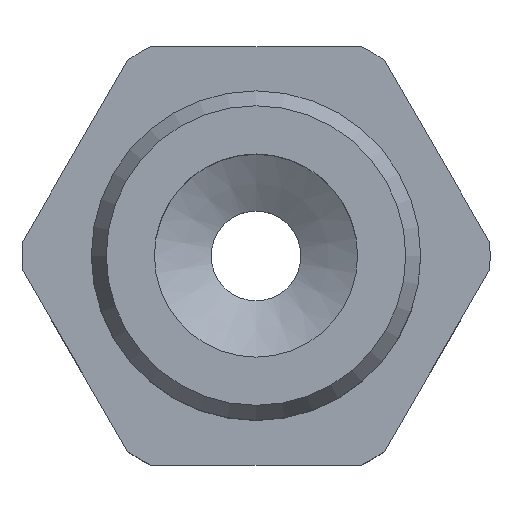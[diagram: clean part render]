
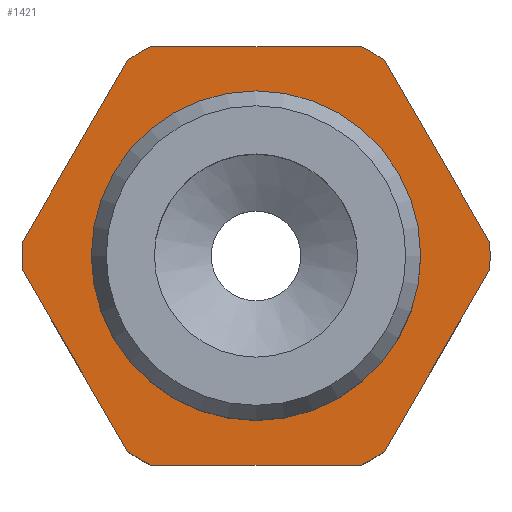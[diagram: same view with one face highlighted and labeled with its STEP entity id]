
A CAD part, top view. The second image highlights one B-rep face of the part: STEP entity #1421.
In plain terms, the highlighted planar face has unit normal (0, 0, 1).
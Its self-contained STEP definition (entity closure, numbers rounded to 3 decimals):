
#20=FACE_BOUND('',#280,.T.);
#33=CIRCLE('',#1493,11.75);
#34=CIRCLE('',#1494,11.75);
#35=CIRCLE('',#1495,11.75);
#36=CIRCLE('',#1496,11.75);
#37=CIRCLE('',#1497,11.75);
#38=CIRCLE('',#1498,11.75);
#39=CIRCLE('',#1499,8.269);
#202=FACE_OUTER_BOUND('',#279,.T.);
#279=EDGE_LOOP('',(#1187,#1188,#1189,#1190,#1191,#1192,#1193,#1194,#1195,
#1196,#1197,#1198));
#280=EDGE_LOOP('',(#1199));
#400=LINE('',#2592,#529);
#404=LINE('',#2601,#533);
#408=LINE('',#2610,#537);
#412=LINE('',#2619,#541);
#416=LINE('',#2628,#545);
#420=LINE('',#2637,#549);
#529=VECTOR('',#1703,10.);
#533=VECTOR('',#1709,10.);
#537=VECTOR('',#1715,10.);
#541=VECTOR('',#1721,10.);
#545=VECTOR('',#1727,10.);
#549=VECTOR('',#1733,10.);
#663=VERTEX_POINT('',#2590);
#664=VERTEX_POINT('',#2591);
#667=VERTEX_POINT('',#2599);
#668=VERTEX_POINT('',#2600);
#671=VERTEX_POINT('',#2608);
#672=VERTEX_POINT('',#2609);
#675=VERTEX_POINT('',#2617);
#676=VERTEX_POINT('',#2618);
#679=VERTEX_POINT('',#2626);
#680=VERTEX_POINT('',#2627);
#683=VERTEX_POINT('',#2635);
#684=VERTEX_POINT('',#2636);
#687=VERTEX_POINT('',#2650);
#852=EDGE_CURVE('',#663,#664,#400,.T.);
#856=EDGE_CURVE('',#667,#668,#404,.T.);
#860=EDGE_CURVE('',#671,#672,#408,.T.);
#864=EDGE_CURVE('',#675,#676,#412,.T.);
#868=EDGE_CURVE('',#679,#680,#416,.T.);
#872=EDGE_CURVE('',#683,#684,#420,.T.);
#876=EDGE_CURVE('',#664,#679,#33,.T.);
#877=EDGE_CURVE('',#680,#675,#34,.T.);
#878=EDGE_CURVE('',#676,#671,#35,.T.);
#879=EDGE_CURVE('',#672,#683,#36,.T.);
#880=EDGE_CURVE('',#684,#667,#37,.T.);
#881=EDGE_CURVE('',#668,#663,#38,.T.);
#882=EDGE_CURVE('',#687,#687,#39,.T.);
#1187=ORIENTED_EDGE('',*,*,#852,.T.);
#1188=ORIENTED_EDGE('',*,*,#876,.T.);
#1189=ORIENTED_EDGE('',*,*,#868,.T.);
#1190=ORIENTED_EDGE('',*,*,#877,.T.);
#1191=ORIENTED_EDGE('',*,*,#864,.T.);
#1192=ORIENTED_EDGE('',*,*,#878,.T.);
#1193=ORIENTED_EDGE('',*,*,#860,.T.);
#1194=ORIENTED_EDGE('',*,*,#879,.T.);
#1195=ORIENTED_EDGE('',*,*,#872,.T.);
#1196=ORIENTED_EDGE('',*,*,#880,.T.);
#1197=ORIENTED_EDGE('',*,*,#856,.T.);
#1198=ORIENTED_EDGE('',*,*,#881,.T.);
#1199=ORIENTED_EDGE('',*,*,#882,.F.);
#1358=PLANE('',#1492);
#1421=ADVANCED_FACE('',(#202,#20),#1358,.T.);
#1492=AXIS2_PLACEMENT_3D('',#2643,#1737,#1738);
#1493=AXIS2_PLACEMENT_3D('',#2644,#1739,#1740);
#1494=AXIS2_PLACEMENT_3D('',#2645,#1741,#1742);
#1495=AXIS2_PLACEMENT_3D('',#2646,#1743,#1744);
#1496=AXIS2_PLACEMENT_3D('',#2647,#1745,#1746);
#1497=AXIS2_PLACEMENT_3D('',#2648,#1747,#1748);
#1498=AXIS2_PLACEMENT_3D('',#2649,#1749,#1750);
#1499=AXIS2_PLACEMENT_3D('',#2651,#1751,#1752);
#1703=DIRECTION('',(0.5,0.866,0.));
#1709=DIRECTION('',(1.,0.,0.));
#1715=DIRECTION('',(-0.5,-0.866,0.));
#1721=DIRECTION('',(-1.,0.,0.));
#1727=DIRECTION('',(-0.5,0.866,0.));
#1733=DIRECTION('',(0.5,-0.866,0.));
#1737=DIRECTION('center_axis',(0.,0.,1.));
#1738=DIRECTION('ref_axis',(1.,0.,0.));
#1739=DIRECTION('center_axis',(0.,0.,1.));
#1740=DIRECTION('ref_axis',(1.,0.,0.));
#1741=DIRECTION('center_axis',(0.,0.,1.));
#1742=DIRECTION('ref_axis',(1.,0.,0.));
#1743=DIRECTION('center_axis',(0.,0.,1.));
#1744=DIRECTION('ref_axis',(1.,0.,0.));
#1745=DIRECTION('center_axis',(0.,0.,1.));
#1746=DIRECTION('ref_axis',(1.,0.,0.));
#1747=DIRECTION('center_axis',(0.,0.,1.));
#1748=DIRECTION('ref_axis',(1.,0.,0.));
#1749=DIRECTION('center_axis',(0.,0.,1.));
#1750=DIRECTION('ref_axis',(1.,0.,0.));
#1751=DIRECTION('center_axis',(0.,0.,1.));
#1752=DIRECTION('ref_axis',(1.,0.,0.));
#2590=CARTESIAN_POINT('',(6.456,-9.817,0.));
#2591=CARTESIAN_POINT('',(11.73,-0.683,0.));
#2592=CARTESIAN_POINT('',(8.622,-6.067,0.));
#2599=CARTESIAN_POINT('',(-5.274,-10.5,0.));
#2600=CARTESIAN_POINT('',(5.274,-10.5,0.));
#2601=CARTESIAN_POINT('',(2.637,-10.5,0.));
#2608=CARTESIAN_POINT('',(-6.456,9.817,0.));
#2609=CARTESIAN_POINT('',(-11.73,0.683,0.));
#2610=CARTESIAN_POINT('',(-12.202,-0.134,0.));
#2617=CARTESIAN_POINT('',(5.274,10.5,0.));
#2618=CARTESIAN_POINT('',(-5.274,10.5,0.));
#2619=CARTESIAN_POINT('',(-2.637,10.5,0.));
#2626=CARTESIAN_POINT('',(11.73,0.683,0.));
#2627=CARTESIAN_POINT('',(6.456,9.817,0.));
#2628=CARTESIAN_POINT('',(9.565,4.433,0.));
#2635=CARTESIAN_POINT('',(-11.73,-0.683,0.));
#2636=CARTESIAN_POINT('',(-6.456,-9.817,0.));
#2637=CARTESIAN_POINT('',(-5.985,-10.634,0.));
#2643=CARTESIAN_POINT('Origin',(0.,-8.269,0.));
#2644=CARTESIAN_POINT('Origin',(0.,0.,0.));
#2645=CARTESIAN_POINT('Origin',(0.,0.,0.));
#2646=CARTESIAN_POINT('Origin',(0.,0.,0.));
#2647=CARTESIAN_POINT('Origin',(0.,0.,0.));
#2648=CARTESIAN_POINT('Origin',(0.,0.,0.));
#2649=CARTESIAN_POINT('Origin',(0.,0.,0.));
#2650=CARTESIAN_POINT('',(0.,8.269,0.));
#2651=CARTESIAN_POINT('Origin',(0.,0.,0.));
